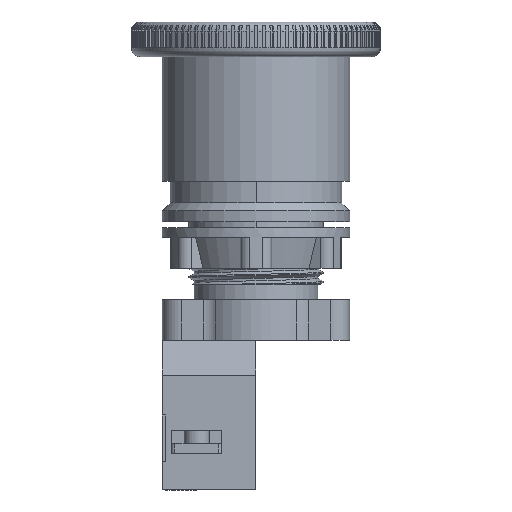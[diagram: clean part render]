
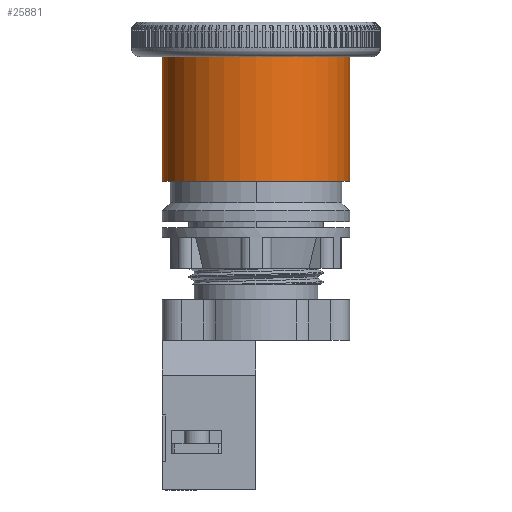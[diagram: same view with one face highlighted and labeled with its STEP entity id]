
A CAD part, front view. The second image highlights one B-rep face of the part: STEP entity #25881.
In plain terms, the highlighted cylindrical face has radius 15 mm (diameter 30 mm), a partial arc.
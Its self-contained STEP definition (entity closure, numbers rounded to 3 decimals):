
#776 = AXIS2_PLACEMENT_3D ( 'NONE', #10397, #4871, #35978 ) ;
#1481 = DIRECTION ( 'NONE',  ( 0., 0., -1. ) ) ;
#2639 = LINE ( 'NONE', #20855, #8779 ) ;
#4231 = DIRECTION ( 'NONE',  ( 0., 0., 1. ) ) ;
#4871 = DIRECTION ( 'NONE',  ( 0., 0., -1. ) ) ;
#5806 = EDGE_CURVE ( 'NONE', #16163, #31873, #2639, .T. ) ;
#6742 = CARTESIAN_POINT ( 'NONE',  ( 0., 0., 19.001 ) ) ;
#6761 = DIRECTION ( 'NONE',  ( 0., 0., -1. ) ) ;
#8779 = VECTOR ( 'NONE', #6761, 1000. ) ;
#9727 = CIRCLE ( 'NONE', #17540, 15. ) ;
#10397 = CARTESIAN_POINT ( 'NONE',  ( 0., 0., 44.501 ) ) ;
#11129 = DIRECTION ( 'NONE',  ( 0., 0., 1. ) ) ;
#12024 = ORIENTED_EDGE ( 'NONE', *, *, #5806, .T. ) ;
#13243 = EDGE_CURVE ( 'NONE', #35749, #33936, #28322, .T. ) ;
#16163 = VERTEX_POINT ( 'NONE', #30374 ) ;
#17540 = AXIS2_PLACEMENT_3D ( 'NONE', #6742, #4231, #24060 ) ;
#19330 = ORIENTED_EDGE ( 'NONE', *, *, #30605, .T. ) ;
#19777 = EDGE_LOOP ( 'NONE', ( #32711, #25790, #12024, #19330 ) ) ;
#20855 = CARTESIAN_POINT ( 'NONE',  ( -15., 0., 44.501 ) ) ;
#21411 = CARTESIAN_POINT ( 'NONE',  ( 15., 0., 19.001 ) ) ;
#22260 = CIRCLE ( 'NONE', #33755, 15. ) ;
#22266 = EDGE_CURVE ( 'NONE', #16163, #35749, #22260, .T. ) ;
#23863 = CARTESIAN_POINT ( 'NONE',  ( 15., 0., 38.901 ) ) ;
#24060 = DIRECTION ( 'NONE',  ( 1., 0., 0. ) ) ;
#24761 = VECTOR ( 'NONE', #1481, 1000. ) ;
#25609 = CARTESIAN_POINT ( 'NONE',  ( -15., 0., 19.001 ) ) ;
#25630 = CYLINDRICAL_SURFACE ( 'NONE', #776, 15. ) ;
#25790 = ORIENTED_EDGE ( 'NONE', *, *, #22266, .F. ) ;
#25881 = ADVANCED_FACE ( 'NONE', ( #32704 ), #25630, .T. ) ;
#28322 = LINE ( 'NONE', #30022, #24761 ) ;
#30022 = CARTESIAN_POINT ( 'NONE',  ( 15., 0., 44.501 ) ) ;
#30374 = CARTESIAN_POINT ( 'NONE',  ( -15., 0., 38.901 ) ) ;
#30605 = EDGE_CURVE ( 'NONE', #31873, #33936, #9727, .T. ) ;
#30701 = CARTESIAN_POINT ( 'NONE',  ( 0., 0., 38.901 ) ) ;
#31873 = VERTEX_POINT ( 'NONE', #25609 ) ;
#32704 = FACE_OUTER_BOUND ( 'NONE', #19777, .T. ) ;
#32711 = ORIENTED_EDGE ( 'NONE', *, *, #13243, .F. ) ;
#33755 = AXIS2_PLACEMENT_3D ( 'NONE', #30701, #11129, #36568 ) ;
#33936 = VERTEX_POINT ( 'NONE', #21411 ) ;
#35749 = VERTEX_POINT ( 'NONE', #23863 ) ;
#35978 = DIRECTION ( 'NONE',  ( -1., 0., 0. ) ) ;
#36568 = DIRECTION ( 'NONE',  ( 1., 0., 0. ) ) ;
